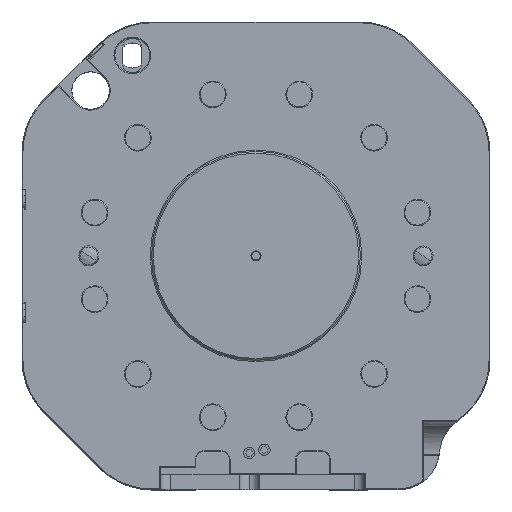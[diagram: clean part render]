
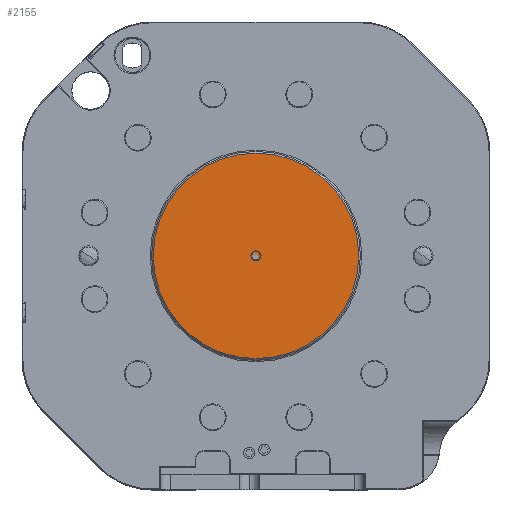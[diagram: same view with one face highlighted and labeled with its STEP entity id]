
A CAD part, top view. The second image highlights one B-rep face of the part: STEP entity #2155.
In plain terms, the highlighted planar face has unit normal (0, 0, 1).
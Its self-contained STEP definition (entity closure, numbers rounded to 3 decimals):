
#2155 = ADVANCED_FACE ( 'NONE', ( #32988 ), #7665, .F. ) ;
#3530 = AXIS2_PLACEMENT_3D ( 'NONE', #3574, #41784, #8479 ) ;
#3574 = CARTESIAN_POINT ( 'NONE',  ( 134.802, -119.448, 8. ) ) ;
#7665 = PLANE ( 'NONE',  #3530 ) ;
#8479 = DIRECTION ( 'NONE',  ( -1., 0., 0. ) ) ;
#9253 = CIRCLE ( 'NONE', #50502, 61.5 ) ;
#13987 = DIRECTION ( 'NONE',  ( -1., 0., 0. ) ) ;
#14398 = VERTEX_POINT ( 'NONE', #33743 ) ;
#16053 = ORIENTED_EDGE ( 'NONE', *, *, #42180, .T. ) ;
#17272 = VERTEX_POINT ( 'NONE', #39669 ) ;
#21087 = EDGE_CURVE ( 'NONE', #17272, #14398, #9253, .T. ) ;
#26931 = DIRECTION ( 'NONE',  ( 0., 0., 1. ) ) ;
#30476 = DIRECTION ( 'NONE',  ( -1., 0., 0. ) ) ;
#30497 = CARTESIAN_POINT ( 'NONE',  ( 0., 0., 8. ) ) ;
#32988 = FACE_OUTER_BOUND ( 'NONE', #45328, .T. ) ;
#33743 = CARTESIAN_POINT ( 'NONE',  ( -61.5, 0., 8. ) ) ;
#34304 = CIRCLE ( 'NONE', #36989, 61.5 ) ;
#36739 = ORIENTED_EDGE ( 'NONE', *, *, #21087, .T. ) ;
#36989 = AXIS2_PLACEMENT_3D ( 'NONE', #30497, #26931, #13987 ) ;
#39669 = CARTESIAN_POINT ( 'NONE',  ( 61.5, 0., 8. ) ) ;
#41784 = DIRECTION ( 'NONE',  ( 0., 0., -1. ) ) ;
#42180 = EDGE_CURVE ( 'NONE', #14398, #17272, #34304, .T. ) ;
#45328 = EDGE_LOOP ( 'NONE', ( #16053, #36739 ) ) ;
#50502 = AXIS2_PLACEMENT_3D ( 'NONE', #51102, #51379, #30476 ) ;
#51102 = CARTESIAN_POINT ( 'NONE',  ( 0., 0., 8. ) ) ;
#51379 = DIRECTION ( 'NONE',  ( 0., 0., 1. ) ) ;
